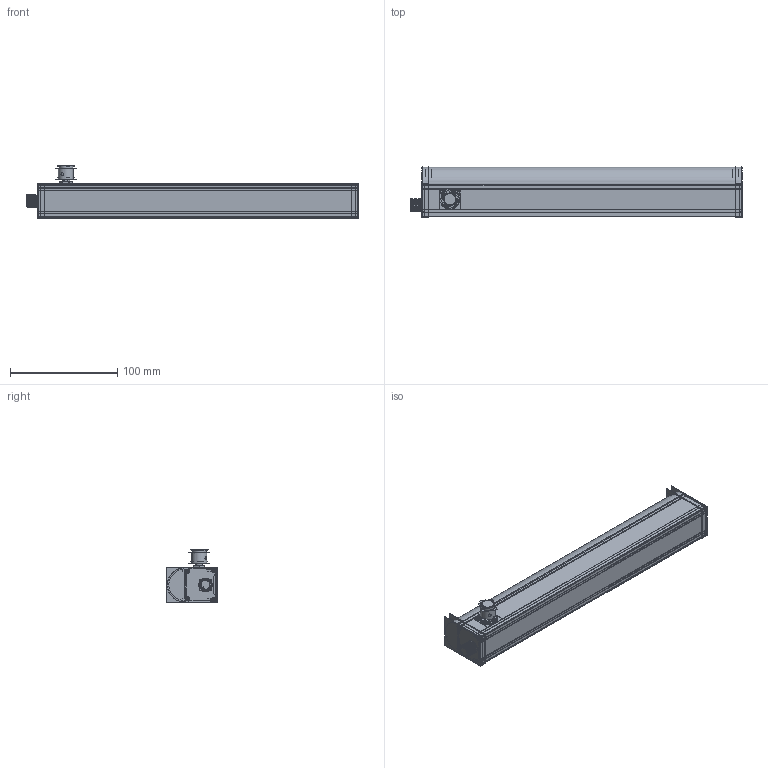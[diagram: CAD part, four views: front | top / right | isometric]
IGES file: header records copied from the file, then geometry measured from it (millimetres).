
Start section:  PTC IGES file: 236795_asm.igs
Global section: file name: 236795_asm.igs; native system: Creo Parametric by PTC Inc.; preprocessor: 2022414; author: yyan; organization: Unknown; date: 20230912.092847; units: millimetre
Bounding box: 309.32 x 47.84 x 49.95 mm (x, y, z)
Volume: 85555.7 mm3; surface area: 652493.8 mm2
Topology: 21 solids, 21 shells, 3916 faces, 19484 edges, 24526 vertices
Faces by surface type: bspline 1994, revolution 1914, extrusion 8
